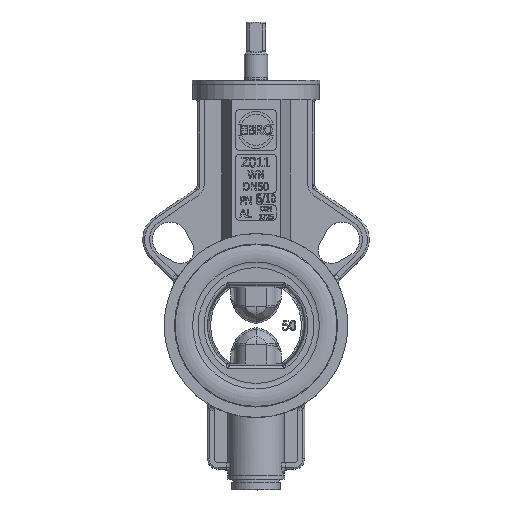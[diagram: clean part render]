
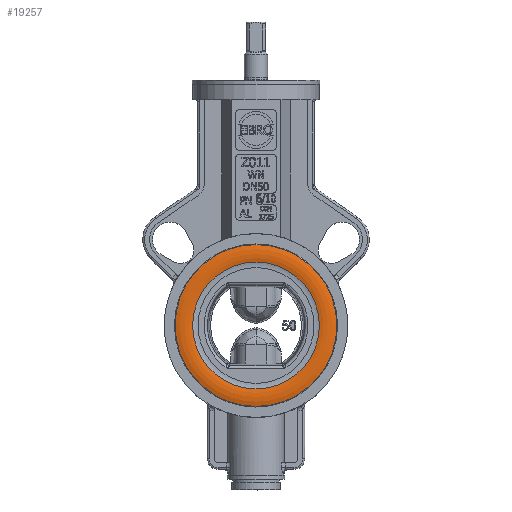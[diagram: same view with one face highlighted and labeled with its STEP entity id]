
A CAD part, top view. The second image highlights one B-rep face of the part: STEP entity #19257.
In plain terms, the highlighted toroidal (fillet/blend) face has major radius 36.75 mm and minor radius 14.9 mm.
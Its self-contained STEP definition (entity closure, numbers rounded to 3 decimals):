
#4143=TOROIDAL_SURFACE('',#20410,36.75,14.9);
#4239=FACE_BOUND('',#5570,.T.);
#4438=FACE_OUTER_BOUND('',#5569,.T.);
#5569=EDGE_LOOP('',(#12136));
#5570=EDGE_LOOP('',(#12137));
#6858=CIRCLE('',#20409,32.57);
#6859=CIRCLE('',#20411,41.574);
#7488=VERTEX_POINT('',#26624);
#7489=VERTEX_POINT('',#26627);
#9333=EDGE_CURVE('',#7488,#7488,#6858,.T.);
#9334=EDGE_CURVE('',#7489,#7489,#6859,.T.);
#12136=ORIENTED_EDGE('',*,*,#9333,.T.);
#12137=ORIENTED_EDGE('',*,*,#9334,.F.);
#19257=ADVANCED_FACE('',(#4438,#4239),#4143,.T.);
#20409=AXIS2_PLACEMENT_3D('',#26625,#22050,#22051);
#20410=AXIS2_PLACEMENT_3D('',#26626,#22052,#22053);
#20411=AXIS2_PLACEMENT_3D('',#26628,#22054,#22055);
#22050=DIRECTION('center_axis',(0.,0.,
-1.));
#22051=DIRECTION('ref_axis',(1.,0.,0.));
#22052=DIRECTION('center_axis',(0.,0.,
1.));
#22053=DIRECTION('ref_axis',(0.,-1.,0.));
#22054=DIRECTION('center_axis',(0.,0.,
-1.));
#22055=DIRECTION('ref_axis',(1.,0.,0.));
#26624=CARTESIAN_POINT('',(32.57,0.,17.902));
#26625=CARTESIAN_POINT('Origin',(0.,0.,
17.902));
#26626=CARTESIAN_POINT('Origin',(0.,0.,
3.6));
#26627=CARTESIAN_POINT('',(41.574,0.,17.698));
#26628=CARTESIAN_POINT('Origin',(0.,0.,
17.698));
